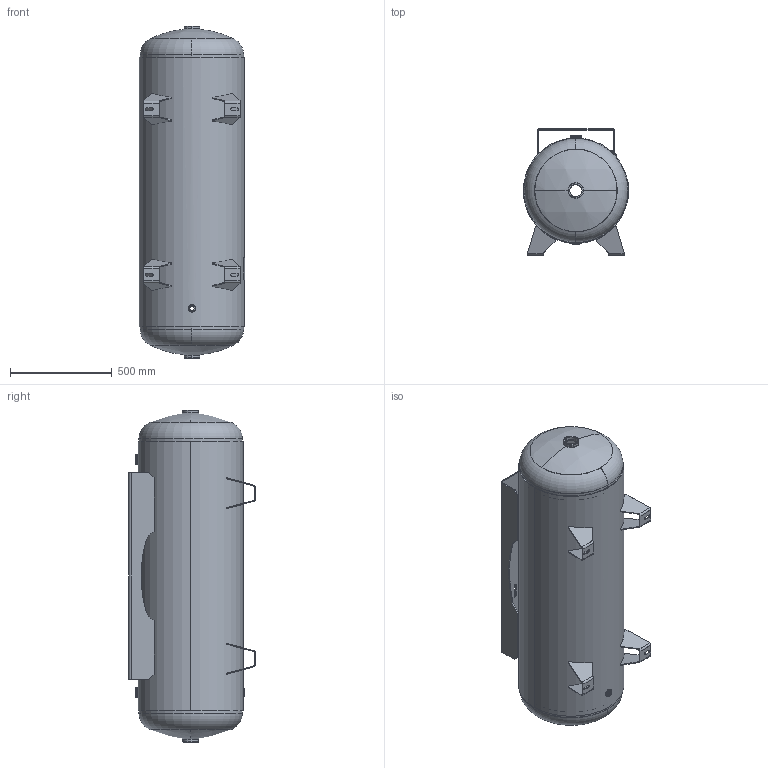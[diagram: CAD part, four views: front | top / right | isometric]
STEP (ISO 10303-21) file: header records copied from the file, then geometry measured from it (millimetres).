
FILE_DESCRIPTION (( 'STEP AP214' ), '1' );
FILE_NAME ('302477.STEP', '2024-11-26T20:14:35', ( '' ), ( '' ), 'SwSTEP 2.0', 'SolidWorks 2022', '' );
FILE_SCHEMA (( 'AUTOMOTIVE_DESIGN' ));
Length unit declared in the file: millimetre
Products named in the file (1): 302477
Bounding box: 516.95 x 620.35 x 1629.56 mm (x, y, z)
Volume: 14154983.3 mm3; surface area: 7061060.4 mm2
Topology: 16 solids, 16 shells, 438 faces, 1017 edges, 620 vertices
Faces by surface type: plane 164, cylinder 158, torus 86, bspline 22, sphere 8
Full cylindrical faces by diameter (mm): 508 x1, 515.823 x1
Entity records: 24080 total; most frequent: CARTESIAN_POINT 8832, DIRECTION 2255, ORIENTED_EDGE 2034, EDGE_CURVE 1017, AXIS2_PLACEMENT_3D 903, VERTEX_POINT 620, EDGE_LOOP 513, CIRCLE 486
